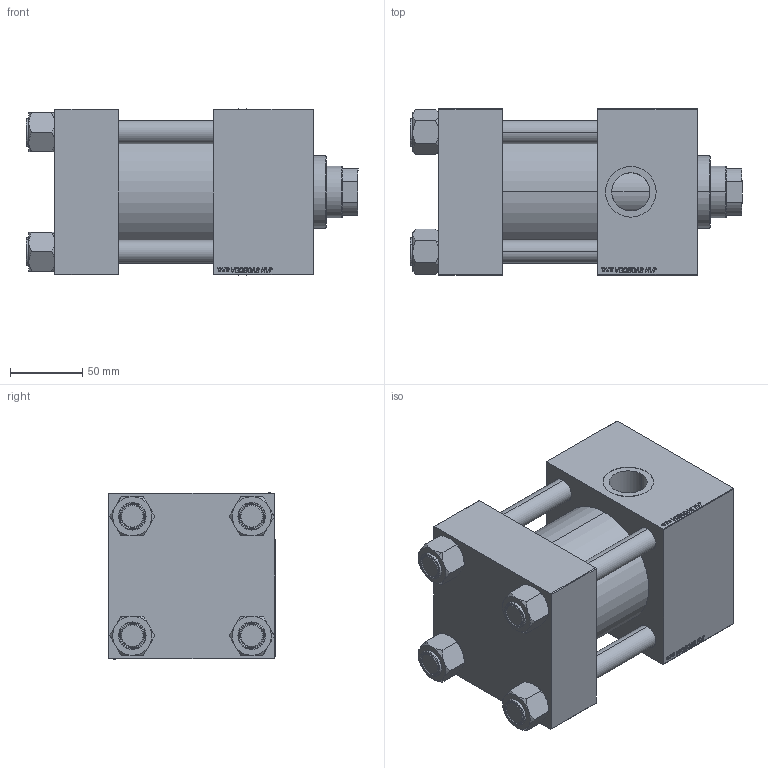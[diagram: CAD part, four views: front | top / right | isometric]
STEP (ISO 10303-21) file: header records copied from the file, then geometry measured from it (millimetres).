
FILE_DESCRIPTION (( 'STEP AP203' ), '1' );
FILE_NAME ('f5b0.STEP', '2022-04-16T23:39:53', ( '' ), ( '' ), 'SwSTEP 2.0', 'SolidWorks 2019', '' );
FILE_SCHEMA (( 'CONFIG_CONTROL_DESIGN' ));
Length unit declared in the file: millimetre
Products named in the file (6): NUT_M5_V215CD_C 48628f078a8b245b80288b9cc6110a4d; V215CD_Body_C 48628f078a8b245b80288b9cc6110a4d; V215CD_VC_C 48628f078a8b245b80288b9cc6110a4d; V215CD_C_TYCINKA 48628f078a8b245b80288b9cc6110a4d; f5b0; V215CD_VCP_C 48628f078a8b245b80288b9cc6110a4d
Assembly tree (11 placements, depth 2):
  f5b0
    V215CD_Body_C 48628f078a8b245b80288b9cc6110a4d
    V215CD_VC_C 48628f078a8b245b80288b9cc6110a4d
    V215CD_VCP_C 48628f078a8b245b80288b9cc6110a4d
    V215CD_C_TYCINKA 48628f078a8b245b80288b9cc6110a4d  x4
    NUT_M5_V215CD_C 48628f078a8b245b80288b9cc6110a4d  x4
Bounding box: 230 x 115 x 115 mm (x, y, z)
Volume: 1786221.6 mm3; surface area: 268520.4 mm2
Topology: 11 solids, 11 shells, 1203 faces, 3037 edges, 1975 vertices
Faces by surface type: plane 576, bspline 392, cone 136, cylinder 91, torus 8
Entity records: 50827 total; most frequent: CARTESIAN_POINT 27238, ORIENTED_EDGE 5338, DIRECTION 3411, EDGE_CURVE 2669, VERTEX_POINT 1753, VECTOR 1619, LINE 1619, EDGE_LOOP 1178
